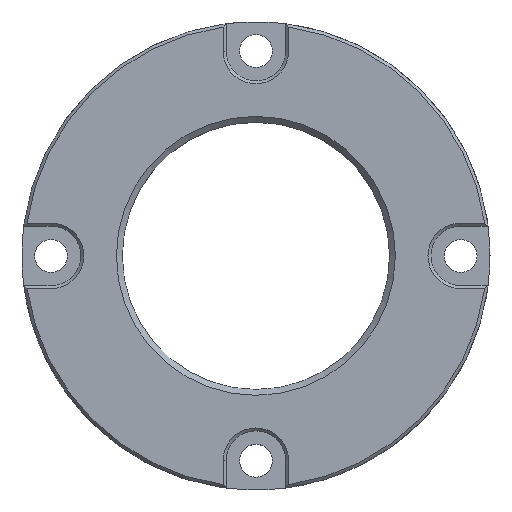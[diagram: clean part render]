
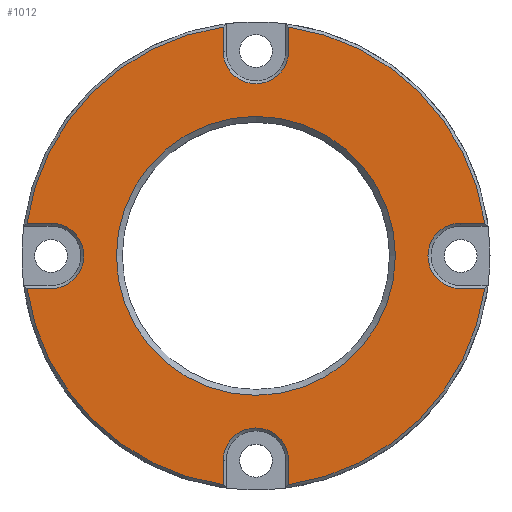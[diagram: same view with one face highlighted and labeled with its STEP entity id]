
A CAD part, top view. The second image highlights one B-rep face of the part: STEP entity #1012.
In plain terms, the highlighted planar face has unit normal (0, 0, 1).
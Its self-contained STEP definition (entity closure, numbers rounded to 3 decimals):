
#39=PLANE('',#1073);
#72=LINE('',#1416,#120);
#73=LINE('',#1420,#121);
#74=LINE('',#1424,#122);
#75=LINE('',#1428,#123);
#76=LINE('',#1432,#124);
#77=LINE('',#1436,#125);
#78=LINE('',#1440,#126);
#79=LINE('',#1444,#127);
#120=VECTOR('',#1189,1000.);
#121=VECTOR('',#1192,1000.);
#122=VECTOR('',#1195,1000.);
#123=VECTOR('',#1198,1000.);
#124=VECTOR('',#1201,1000.);
#125=VECTOR('',#1204,1000.);
#126=VECTOR('',#1207,1000.);
#127=VECTOR('',#1210,1000.);
#179=ORIENTED_EDGE('',*,*,#371,.T.);
#180=ORIENTED_EDGE('',*,*,#372,.T.);
#181=ORIENTED_EDGE('',*,*,#373,.T.);
#182=ORIENTED_EDGE('',*,*,#374,.T.);
#183=ORIENTED_EDGE('',*,*,#375,.T.);
#184=ORIENTED_EDGE('',*,*,#376,.T.);
#185=ORIENTED_EDGE('',*,*,#377,.T.);
#186=ORIENTED_EDGE('',*,*,#378,.T.);
#187=ORIENTED_EDGE('',*,*,#379,.T.);
#188=ORIENTED_EDGE('',*,*,#380,.T.);
#189=ORIENTED_EDGE('',*,*,#381,.T.);
#190=ORIENTED_EDGE('',*,*,#382,.T.);
#191=ORIENTED_EDGE('',*,*,#383,.T.);
#192=ORIENTED_EDGE('',*,*,#384,.T.);
#193=ORIENTED_EDGE('',*,*,#385,.T.);
#194=ORIENTED_EDGE('',*,*,#386,.T.);
#195=ORIENTED_EDGE('',*,*,#387,.T.);
#371=EDGE_CURVE('',#467,#467,#521,.T.);
#372=EDGE_CURVE('',#468,#469,#522,.F.);
#373=EDGE_CURVE('',#469,#470,#72,.T.);
#374=EDGE_CURVE('',#470,#471,#523,.T.);
#375=EDGE_CURVE('',#471,#472,#73,.T.);
#376=EDGE_CURVE('',#472,#473,#524,.F.);
#377=EDGE_CURVE('',#473,#474,#74,.T.);
#378=EDGE_CURVE('',#474,#475,#525,.T.);
#379=EDGE_CURVE('',#475,#476,#75,.T.);
#380=EDGE_CURVE('',#476,#477,#526,.F.);
#381=EDGE_CURVE('',#477,#478,#76,.T.);
#382=EDGE_CURVE('',#478,#479,#527,.T.);
#383=EDGE_CURVE('',#479,#480,#77,.T.);
#384=EDGE_CURVE('',#480,#481,#528,.F.);
#385=EDGE_CURVE('',#481,#482,#78,.T.);
#386=EDGE_CURVE('',#482,#483,#529,.T.);
#387=EDGE_CURVE('',#483,#468,#79,.T.);
#467=VERTEX_POINT('',#1412);
#468=VERTEX_POINT('',#1414);
#469=VERTEX_POINT('',#1415);
#470=VERTEX_POINT('',#1417);
#471=VERTEX_POINT('',#1419);
#472=VERTEX_POINT('',#1421);
#473=VERTEX_POINT('',#1423);
#474=VERTEX_POINT('',#1425);
#475=VERTEX_POINT('',#1427);
#476=VERTEX_POINT('',#1429);
#477=VERTEX_POINT('',#1431);
#478=VERTEX_POINT('',#1433);
#479=VERTEX_POINT('',#1435);
#480=VERTEX_POINT('',#1437);
#481=VERTEX_POINT('',#1439);
#482=VERTEX_POINT('',#1441);
#483=VERTEX_POINT('',#1443);
#521=CIRCLE('',#1074,11.918);
#522=CIRCLE('',#1075,19.75);
#523=CIRCLE('',#1076,2.8);
#524=CIRCLE('',#1077,19.75);
#525=CIRCLE('',#1078,2.8);
#526=CIRCLE('',#1079,19.75);
#527=CIRCLE('',#1080,2.8);
#528=CIRCLE('',#1081,19.75);
#529=CIRCLE('',#1082,2.8);
#553=EDGE_LOOP('',(#179));
#554=EDGE_LOOP('',(#180,#181,#182,#183,#184,#185,#186,#187,#188,#189,#190,
#191,#192,#193,#194,#195));
#619=FACE_BOUND('',#553,.T.);
#620=FACE_BOUND('',#554,.T.);
#1012=ADVANCED_FACE('',(#619,#620),#39,.F.);
#1073=AXIS2_PLACEMENT_3D('',#1410,#1183,#1184);
#1074=AXIS2_PLACEMENT_3D('',#1411,#1185,#1186);
#1075=AXIS2_PLACEMENT_3D('',#1413,#1187,#1188);
#1076=AXIS2_PLACEMENT_3D('',#1418,#1190,#1191);
#1077=AXIS2_PLACEMENT_3D('',#1422,#1193,#1194);
#1078=AXIS2_PLACEMENT_3D('',#1426,#1196,#1197);
#1079=AXIS2_PLACEMENT_3D('',#1430,#1199,#1200);
#1080=AXIS2_PLACEMENT_3D('',#1434,#1202,#1203);
#1081=AXIS2_PLACEMENT_3D('',#1438,#1205,#1206);
#1082=AXIS2_PLACEMENT_3D('',#1442,#1208,#1209);
#1183=DIRECTION('',(0.,0.,-1.));
#1184=DIRECTION('',(-1.,0.,0.));
#1185=DIRECTION('',(0.,0.,-1.));
#1186=DIRECTION('',(-1.,0.,0.));
#1187=DIRECTION('',(0.,0.,-1.));
#1188=DIRECTION('',(-1.,0.,0.));
#1189=DIRECTION('',(1.,0.,0.));
#1190=DIRECTION('',(0.,0.,-1.));
#1191=DIRECTION('',(-1.,0.,0.));
#1192=DIRECTION('',(-1.,0.,0.));
#1193=DIRECTION('',(0.,0.,-1.));
#1194=DIRECTION('',(-1.,0.,0.));
#1195=DIRECTION('',(0.,1.,0.));
#1196=DIRECTION('',(0.,0.,-1.));
#1197=DIRECTION('',(-1.,0.,0.));
#1198=DIRECTION('',(0.,-1.,0.));
#1199=DIRECTION('',(0.,0.,-1.));
#1200=DIRECTION('',(-1.,0.,0.));
#1201=DIRECTION('',(-1.,0.,0.));
#1202=DIRECTION('',(0.,0.,-1.));
#1203=DIRECTION('',(-1.,0.,0.));
#1204=DIRECTION('',(1.,0.,0.));
#1205=DIRECTION('',(0.,0.,-1.));
#1206=DIRECTION('',(-1.,0.,0.));
#1207=DIRECTION('',(0.,-1.,0.));
#1208=DIRECTION('',(0.,0.,-1.));
#1209=DIRECTION('',(-1.,0.,0.));
#1210=DIRECTION('',(0.,1.,0.));
#1410=CARTESIAN_POINT('',(0.,0.,6.));
#1411=CARTESIAN_POINT('',(0.,0.,6.));
#1412=CARTESIAN_POINT('',(-11.918,0.,6.));
#1413=CARTESIAN_POINT('',(0.,0.,6.));
#1414=CARTESIAN_POINT('',(-2.8,19.551,6.));
#1415=CARTESIAN_POINT('',(-19.551,2.8,6.));
#1416=CARTESIAN_POINT('',(-17.5,2.8,6.));
#1417=CARTESIAN_POINT('',(-17.5,2.8,6.));
#1418=CARTESIAN_POINT('',(-17.5,0.,6.));
#1419=CARTESIAN_POINT('',(-17.5,-2.8,6.));
#1420=CARTESIAN_POINT('',(-19.837,-2.8,6.));
#1421=CARTESIAN_POINT('',(-19.551,-2.8,6.));
#1422=CARTESIAN_POINT('',(0.,0.,6.));
#1423=CARTESIAN_POINT('',(-2.8,-19.551,6.));
#1424=CARTESIAN_POINT('',(-2.8,-17.5,6.));
#1425=CARTESIAN_POINT('',(-2.8,-17.5,6.));
#1426=CARTESIAN_POINT('',(0.,-17.5,6.));
#1427=CARTESIAN_POINT('',(2.8,-17.5,6.));
#1428=CARTESIAN_POINT('',(2.8,-19.837,6.));
#1429=CARTESIAN_POINT('',(2.8,-19.551,6.));
#1430=CARTESIAN_POINT('',(0.,0.,6.));
#1431=CARTESIAN_POINT('',(19.551,-2.8,6.));
#1432=CARTESIAN_POINT('',(0.,-2.8,6.));
#1433=CARTESIAN_POINT('',(17.5,-2.8,6.));
#1434=CARTESIAN_POINT('',(17.5,0.,6.));
#1435=CARTESIAN_POINT('',(17.5,2.8,6.));
#1436=CARTESIAN_POINT('',(0.,2.8,6.));
#1437=CARTESIAN_POINT('',(19.551,2.8,6.));
#1438=CARTESIAN_POINT('',(0.,0.,6.));
#1439=CARTESIAN_POINT('',(2.8,19.551,6.));
#1440=CARTESIAN_POINT('',(2.8,0.,6.));
#1441=CARTESIAN_POINT('',(2.8,17.5,6.));
#1442=CARTESIAN_POINT('',(0.,17.5,6.));
#1443=CARTESIAN_POINT('',(-2.8,17.5,6.));
#1444=CARTESIAN_POINT('',(-2.8,0.,6.));
